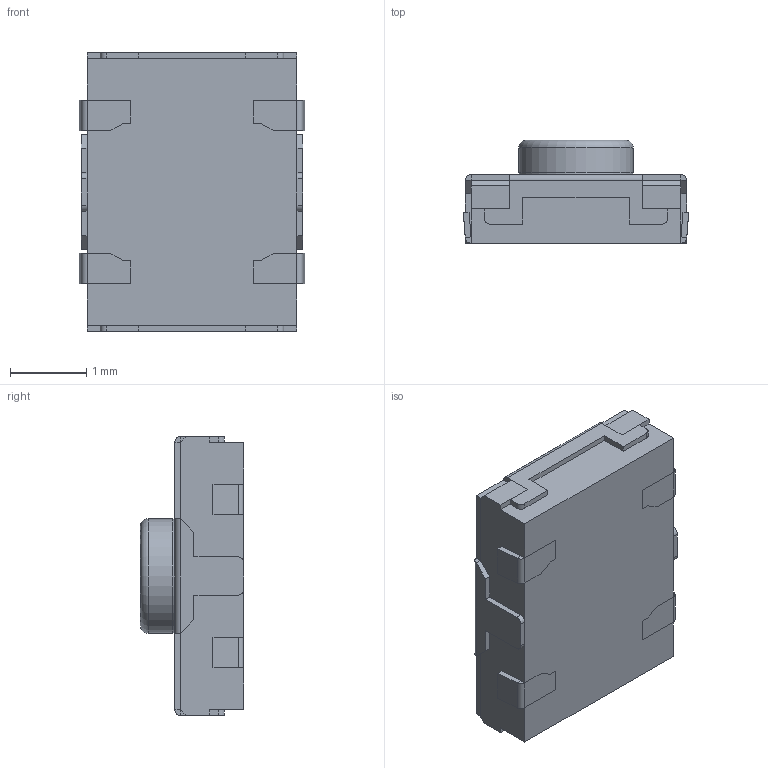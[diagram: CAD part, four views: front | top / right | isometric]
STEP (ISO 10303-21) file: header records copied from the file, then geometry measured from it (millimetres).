
FILE_DESCRIPTION(/* description */ (''),/* implementation_level */ '2;1');
FILE_NAME(/* name */ 'button_ipt_74413f5a.STEP',/* time_stamp */ '2024-05-28T14:29:22+01:00',/* author */ ('rlndo'),/* organization */ (''),/* preprocessor_version */ 'ST-DEVELOPER v16.13',/* originating_system */ 'Autodesk Inventor 2018',/* authorisation */ '');
FILE_SCHEMA (('AUTOMOTIVE_DESIGN { 1 0 10303 214 3 1 1 }','TECHNICAL_DATA_PACKAGING'));
Length unit declared in the file: millimetre
Products named in the file (1): button
Bounding box: 2.95 x 1.35 x 3.65 mm (x, y, z)
Volume: 9.7 mm3; surface area: 69.6 mm2
Topology: 7 solids, 7 shells, 190 faces, 454 edges, 280 vertices
Faces by surface type: plane 168, cylinder 20, torus 2
Full cylindrical faces by diameter (mm): 1.5 x1, 1.9 x1, 2.453 x2
Entity records: 5346 total; most frequent: CARTESIAN_POINT 915, ORIENTED_EDGE 892, DIRECTION 870, EDGE_CURVE 446, LINE 404, VECTOR 404, VERTEX_POINT 278, AXIS2_PLACEMENT_3D 233
